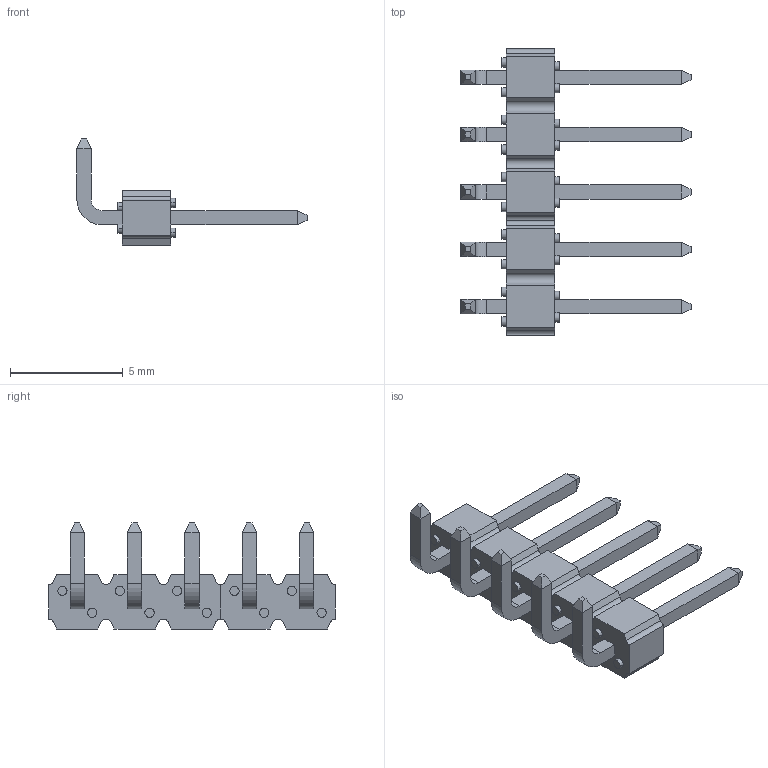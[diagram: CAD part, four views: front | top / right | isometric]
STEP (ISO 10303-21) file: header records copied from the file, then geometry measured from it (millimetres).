
FILE_DESCRIPTION((''),'2;1');
FILE_NAME('68015_ASM','2019-07-15T',('zhoumk'),('AFCI'),'CREO PARAMETRIC BY PTC INC, 2016130','CREO PARAMETRIC BY PTC INC, 2016130','');
FILE_SCHEMA(('AUTOMOTIVE_DESIGN { 1 0 10303 214 1 1 1 1 }'));
Length unit declared in the file: millimetre
Products named in the file (17): 93189-001_AF0_2; 77310-139LF_6; 77310-139LF_AF0_6; 77310-139LF_AF1_6; 77310-139LF_AF2_6; 77310-139LF_AF3_6; 77310-139LF_AF4_6; 77310-139LF_AF5_6; 77310-139LF_AF6_6; 10101108_AF0_1; 68016-110HLF_ASM_6_ASM; 68015-403HLF_ASM_ASM; 93189-001_AF0_2_AF0; 77310-139LF_6_AF0; 68016-110HLF_ASM_6_AF0_ASM; 68015-403HLF_ASM_AF0_ASM; 68015_ASM
Assembly tree (28 placements, depth 4):
  68015_ASM
    68015-403HLF_ASM_ASM
      68016-110HLF_ASM_6_ASM
        93189-001_AF0_2
        77310-139LF_6  x3
        77310-139LF_AF0_6
        77310-139LF_AF1_6
        77310-139LF_AF2_6
        77310-139LF_AF3_6
        77310-139LF_AF4_6
        77310-139LF_AF5_6
        77310-139LF_AF6_6
        10101108_AF0_1
    68015-403HLF_ASM_AF0_ASM
      68016-110HLF_ASM_6_AF0_ASM
        93189-001_AF0_2_AF0
        77310-139LF_6  x2
        77310-139LF_6_AF0
        77310-139LF_AF0_6
        77310-139LF_AF1_6
        77310-139LF_AF2_6
        77310-139LF_AF3_6
        77310-139LF_AF4_6
        77310-139LF_AF5_6
        77310-139LF_AF6_6
        10101108_AF0_1
Bounding box: 10.2 x 12.7 x 4.7 mm (x, y, z)
Volume: 82.9 mm3; surface area: 325.8 mm2
Topology: 7 solids, 7 shells, 222 faces, 524 edges, 336 vertices
Faces by surface type: plane 158, cylinder 64
Entity records: 5615 total; most frequent: DIRECTION 918, CARTESIAN_POINT 847, ORIENTED_EDGE 728, EDGE_CURVE 364, AXIS2_PLACEMENT_3D 333, VECTOR 252, LINE 252, VERTEX_POINT 240
